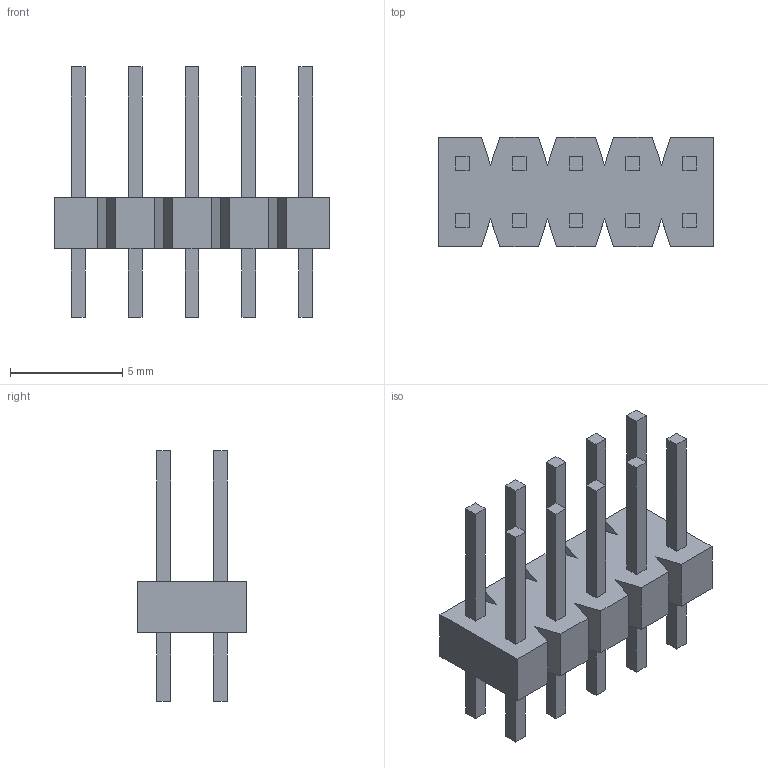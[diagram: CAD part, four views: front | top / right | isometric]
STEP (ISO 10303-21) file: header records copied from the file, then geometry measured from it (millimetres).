
FILE_DESCRIPTION((''),'2;1');
FILE_NAME('C-103186-5','2016-06-15T',('workeradm'),('Tyco Electronics Ltd.'),'CREO PARAMETRIC BY PTC INC, 2015200','CREO PARAMETRIC BY PTC INC, 2015200','');
FILE_SCHEMA(('AUTOMOTIVE_DESIGN { 1 0 10303 214 1 1 1 1 }'));
Length unit declared in the file: millimetre
Products named in the file (1): C-103186-5
Bounding box: 12.29 x 4.88 x 11.18 mm (x, y, z)
Volume: 162.3 mm3; surface area: 444.7 mm2
Topology: 1 solids, 1 shells, 130 faces, 324 edges, 216 vertices
Faces by surface type: plane 130
Entity records: 3832 total; most frequent: CARTESIAN_POINT 672, ORIENTED_EDGE 648, DIRECTION 584, VECTOR 324, LINE 324, EDGE_CURVE 324, VERTEX_POINT 216, EDGE_LOOP 150
